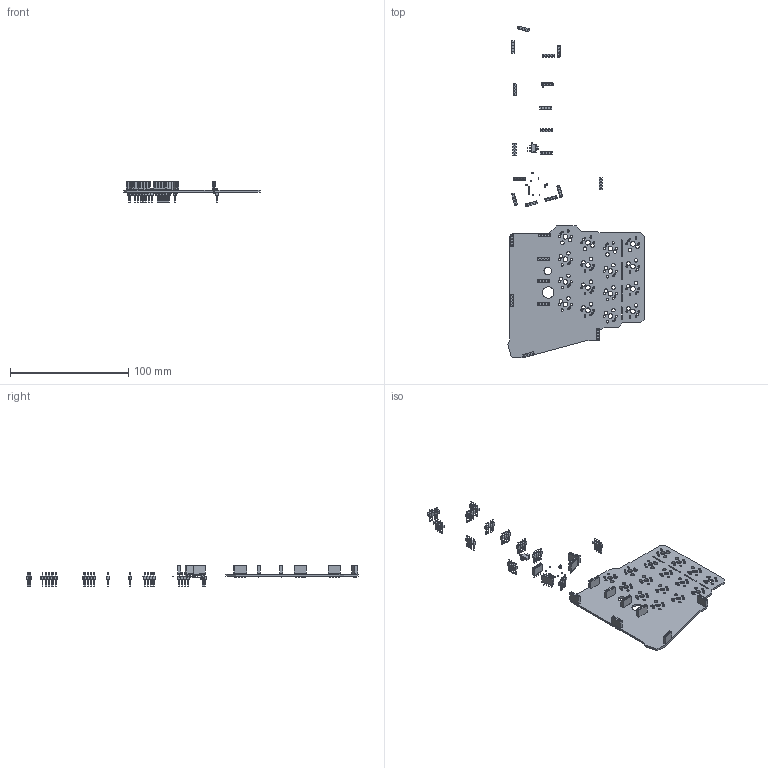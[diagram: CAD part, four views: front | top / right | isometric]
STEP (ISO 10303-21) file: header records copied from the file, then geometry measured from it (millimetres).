
FILE_DESCRIPTION(('KiCad electronic assembly'),'2;1');
FILE_NAME('ThumbsUp.step','2023-03-03T18:48:39',('An Author'),( 'A Company'),'Open CASCADE STEP processor 6.9', 'KiCad to STEP converter','Unknown');
FILE_SCHEMA(('AUTOMOTIVE_DESIGN { 1 0 10303 214 1 1 1 1 }'));
Length unit declared in the file: millimetre
Products named in the file (12): Open CASCADE STEP translator 6.9 1; PinHeader_1x04_P2.54mm_Vertical; SOLID; PinSocket_1x04_P2.54mm_Vertical; R_0402_1005Metric; C_0402_1005Metric; SOT-223; COMPOUND
Assembly tree (54 placements, depth 3):
  Open CASCADE STEP translator 6.9 1
    PinHeader_1x04_P2.54mm_Vertical  x12
      SOLID
    PinSocket_1x04_P2.54mm_Vertical  x12
      SOLID
    R_0402_1005Metric  x8
      SOLID
    C_0402_1005Metric  x15
      SOLID
    SOT-223
      SOLID
    COMPOUND
Bounding box: 115.41 x 280.69 x 17.24 mm (x, y, z)
Volume: 18626.2 mm3; surface area: 28474.9 mm2
Topology: 49 solids, 49 shells, 3769 faces, 9567 edges, 6166 vertices
Faces by surface type: plane 3275, cylinder 478, bspline 16
Full cylindrical faces by diameter (mm): 1 x32, 1.47 x32, 1.75 x32, 3 x32, 3.988 x16, 6.5 x1, 9.6 x1
Entity records: 46460 total; most frequent: CARTESIAN_POINT 9805, DIRECTION 6287, LINE 3915, VECTOR 3915, ORIENTED_EDGE 3362, PCURVE 3362, DEFINITIONAL_REPRESENTATION 3362, EDGE_CURVE 1681
